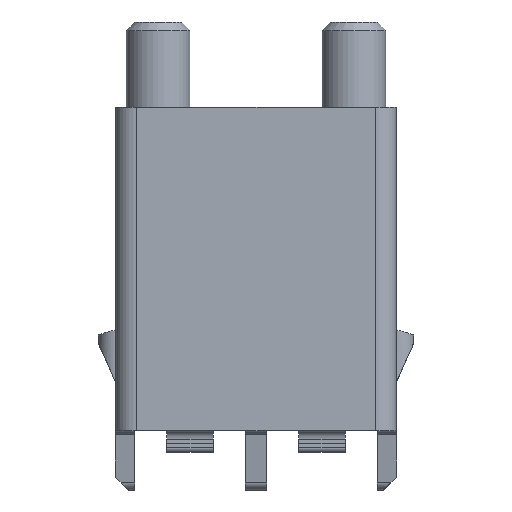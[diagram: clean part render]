
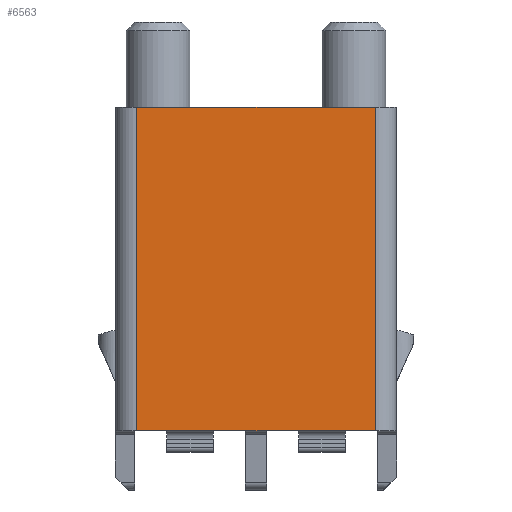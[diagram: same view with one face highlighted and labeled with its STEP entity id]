
A CAD part, left-side view. The second image highlights one B-rep face of the part: STEP entity #6563.
In plain terms, the highlighted planar face has unit normal (-1, 0, 0).
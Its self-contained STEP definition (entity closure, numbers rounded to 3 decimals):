
#294=PLANE('',#7089);
#613=FACE_OUTER_BOUND('',#974,.T.);
#974=EDGE_LOOP('',(#5687,#5688,#5689,#5690));
#1100=LINE('',#9100,#1794);
#1528=LINE('',#10284,#2222);
#1646=LINE('',#11015,#2340);
#1647=LINE('',#11017,#2341);
#1794=VECTOR('',#7296,10.);
#2222=VECTOR('',#8432,10.);
#2340=VECTOR('',#8662,10.);
#2341=VECTOR('',#8665,10.);
#2700=VERTEX_POINT('',#9097);
#2701=VERTEX_POINT('',#9099);
#3102=VERTEX_POINT('',#10281);
#3103=VERTEX_POINT('',#10283);
#3337=EDGE_CURVE('',#2701,#2700,#1100,.T.);
#3932=EDGE_CURVE('',#3102,#3103,#1528,.T.);
#4110=EDGE_CURVE('',#2701,#3102,#1646,.T.);
#4111=EDGE_CURVE('',#3103,#2700,#1647,.T.);
#5687=ORIENTED_EDGE('',*,*,#4110,.F.);
#5688=ORIENTED_EDGE('',*,*,#3337,.T.);
#5689=ORIENTED_EDGE('',*,*,#4111,.F.);
#5690=ORIENTED_EDGE('',*,*,#3932,.F.);
#6563=ADVANCED_FACE('',(#613),#294,.T.);
#7089=AXIS2_PLACEMENT_3D('',#11016,#8663,#8664);
#7296=DIRECTION('',(0.,-1.,0.));
#8432=DIRECTION('',(0.,-1.,0.));
#8662=DIRECTION('',(0.,0.,1.));
#8663=DIRECTION('center_axis',(-1.,0.,0.));
#8664=DIRECTION('ref_axis',(0.,0.,1.));
#8665=DIRECTION('',(0.,0.,-1.));
#9097=CARTESIAN_POINT('',(-9.85,-2.8,3.));
#9099=CARTESIAN_POINT('',(-9.85,2.8,3.));
#9100=CARTESIAN_POINT('',(-9.85,-3.3,3.));
#10281=CARTESIAN_POINT('',(-9.85,2.8,10.6));
#10283=CARTESIAN_POINT('',(-9.85,-2.8,10.6));
#10284=CARTESIAN_POINT('',(-9.85,-3.3,10.6));
#11015=CARTESIAN_POINT('',(-9.85,2.8,3.));
#11016=CARTESIAN_POINT('Origin',(-9.85,3.3,3.));
#11017=CARTESIAN_POINT('',(-9.85,-2.8,3.));
